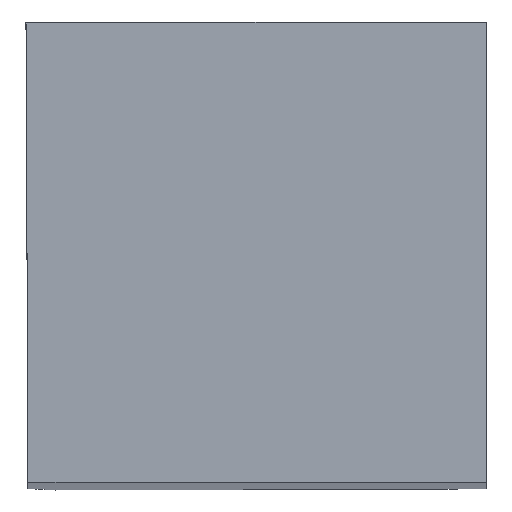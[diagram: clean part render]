
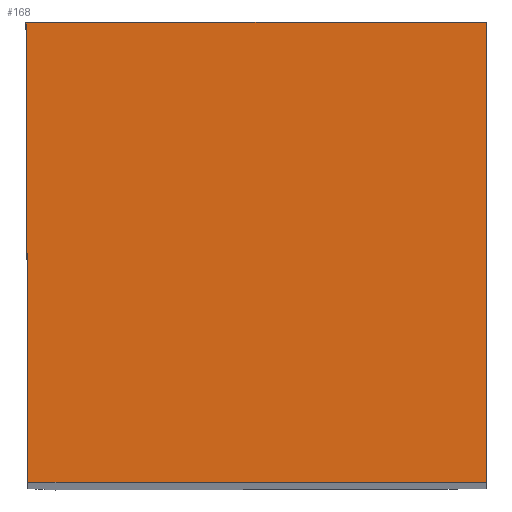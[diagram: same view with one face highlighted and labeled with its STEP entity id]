
A CAD part, top view. The second image highlights one B-rep face of the part: STEP entity #168.
In plain terms, the highlighted planar face has unit normal (0, 0, 1).
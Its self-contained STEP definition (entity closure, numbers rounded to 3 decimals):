
#168=ADVANCED_FACE('',(#223),#202,.T.);
#202=PLANE('',#749);
#223=FACE_OUTER_BOUND('',#247,.T.);
#247=EDGE_LOOP('',(#336,#337,#338,#339));
#336=ORIENTED_EDGE('',*,*,#516,.T.);
#337=ORIENTED_EDGE('',*,*,#514,.T.);
#338=ORIENTED_EDGE('',*,*,#521,.T.);
#339=ORIENTED_EDGE('',*,*,#523,.F.);
#454=VERTEX_POINT('',#1040);
#456=VERTEX_POINT('',#1044);
#457=VERTEX_POINT('',#1049);
#459=VERTEX_POINT('',#1056);
#514=EDGE_CURVE('',#454,#456,#588,.T.);
#516=EDGE_CURVE('',#457,#454,#590,.T.);
#521=EDGE_CURVE('',#456,#459,#594,.T.);
#523=EDGE_CURVE('',#457,#459,#595,.T.);
#588=LINE('',#1045,#640);
#590=LINE('',#1048,#642);
#594=LINE('',#1057,#646);
#595=LINE('',#1061,#647);
#640=VECTOR('',#842,1.);
#642=VECTOR('',#846,1.);
#646=VECTOR('',#854,1.);
#647=VECTOR('',#861,1.);
#749=AXIS2_PLACEMENT_3D('',#1063,#864,#865);
#842=DIRECTION('',(-1.,0.,0.));
#846=DIRECTION('',(0.,1.,0.));
#854=DIRECTION('',(0.004,-1.,0.));
#861=DIRECTION('',(-1.,0.,0.));
#864=DIRECTION('',(0.,0.,1.));
#865=DIRECTION('',(-1.,0.,0.));
#1040=CARTESIAN_POINT('',(12.65,12.65,0.));
#1044=CARTESIAN_POINT('',(0.,12.65,0.));
#1045=CARTESIAN_POINT('',(14.7,12.65,0.));
#1048=CARTESIAN_POINT('',(12.65,-2.,0.));
#1049=CARTESIAN_POINT('',(12.65,0.,0.));
#1056=CARTESIAN_POINT('',(0.055,0.,0.));
#1057=CARTESIAN_POINT('',(-0.009,14.659,0.));
#1061=CARTESIAN_POINT('',(14.7,0.,0.));
#1063=CARTESIAN_POINT('',(-2.,14.65,0.));
